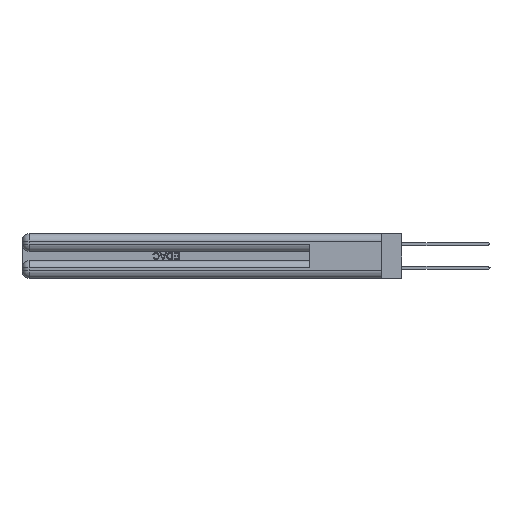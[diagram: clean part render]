
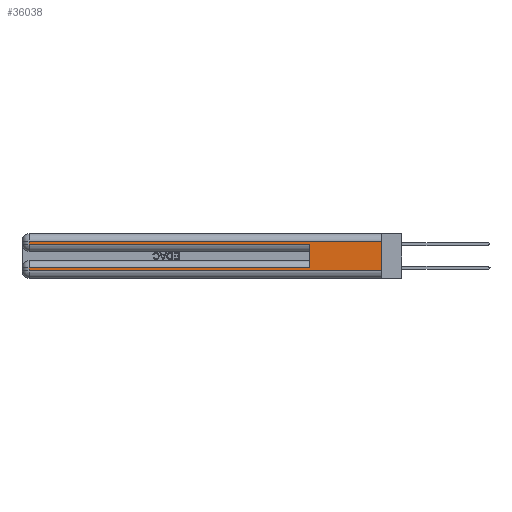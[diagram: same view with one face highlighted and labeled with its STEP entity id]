
A CAD part, left-side view. The second image highlights one B-rep face of the part: STEP entity #36038.
In plain terms, the highlighted planar face has unit normal (-1, 0, 0).
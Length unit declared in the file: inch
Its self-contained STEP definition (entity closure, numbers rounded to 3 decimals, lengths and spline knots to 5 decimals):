
#347 = EDGE_CURVE ( 'NONE', #25996, #33919, #44516, .T. ) ;
#1019 = CARTESIAN_POINT ( 'NONE',  ( 0., 0., 0.06 ) ) ;
#1068 = CARTESIAN_POINT ( 'NONE',  ( 0., 0., 0.37 ) ) ;
#1116 = LINE ( 'NONE', #12540, #40459 ) ;
#2145 = EDGE_CURVE ( 'NONE', #41812, #34065, #25231, .T. ) ;
#3874 = PLANE ( 'NONE',  #24023 ) ;
#4285 = EDGE_LOOP ( 'NONE', ( #32511, #11261, #45777, #15465, #5121, #14156, #6951, #21129 ) ) ;
#4993 = VECTOR ( 'NONE', #21698, 39.37008 ) ;
#4997 = VECTOR ( 'NONE', #31589, 39.37008 ) ;
#5061 = DIRECTION ( 'NONE',  ( 0., 1., 0. ) ) ;
#5121 = ORIENTED_EDGE ( 'NONE', *, *, #24309, .F. ) ;
#6177 = LINE ( 'NONE', #17864, #4993 ) ;
#6951 = ORIENTED_EDGE ( 'NONE', *, *, #35742, .T. ) ;
#7381 = VERTEX_POINT ( 'NONE', #36952 ) ;
#9352 = CARTESIAN_POINT ( 'NONE',  ( 0., 2.94, 0.285 ) ) ;
#9441 = EDGE_CURVE ( 'NONE', #47862, #7381, #6177, .T. ) ;
#11261 = ORIENTED_EDGE ( 'NONE', *, *, #41163, .T. ) ;
#12540 = CARTESIAN_POINT ( 'NONE',  ( 0., 0., 0.31 ) ) ;
#13839 = CARTESIAN_POINT ( 'NONE',  ( 0., 0., 0.06 ) ) ;
#14156 = ORIENTED_EDGE ( 'NONE', *, *, #9441, .T. ) ;
#15324 = CARTESIAN_POINT ( 'NONE',  ( 0., 0., 0.37 ) ) ;
#15465 = ORIENTED_EDGE ( 'NONE', *, *, #39859, .T. ) ;
#17485 = CARTESIAN_POINT ( 'NONE',  ( 0., 2.94, 0.37 ) ) ;
#17582 = EDGE_CURVE ( 'NONE', #33053, #34065, #30316, .T. ) ;
#17864 = CARTESIAN_POINT ( 'NONE',  ( 0., 0., 0.085 ) ) ;
#18586 = LINE ( 'NONE', #35294, #38902 ) ;
#19112 = DIRECTION ( 'NONE',  ( 0., 0., -1. ) ) ;
#21129 = ORIENTED_EDGE ( 'NONE', *, *, #17582, .T. ) ;
#21698 = DIRECTION ( 'NONE',  ( 0., 1., 0. ) ) ;
#23041 = CARTESIAN_POINT ( 'NONE',  ( 0., 0.6, 0.085 ) ) ;
#23938 = DIRECTION ( 'NONE',  ( 0., 0., 1. ) ) ;
#24023 = AXIS2_PLACEMENT_3D ( 'NONE', #15324, #42019, #19112 ) ;
#24238 = VECTOR ( 'NONE', #28049, 39.37008 ) ;
#24309 = EDGE_CURVE ( 'NONE', #47862, #48756, #18586, .T. ) ;
#24310 = CARTESIAN_POINT ( 'NONE',  ( 0., 0., 0.285 ) ) ;
#24969 = CARTESIAN_POINT ( 'NONE',  ( 0., 2.94, 0.31 ) ) ;
#25231 = LINE ( 'NONE', #1068, #4997 ) ;
#25666 = VECTOR ( 'NONE', #31546, 39.37008 ) ;
#25693 = FACE_OUTER_BOUND ( 'NONE', #4285, .T. ) ;
#25996 = VERTEX_POINT ( 'NONE', #24969 ) ;
#28049 = DIRECTION ( 'NONE',  ( 0., 0., -1. ) ) ;
#28152 = DIRECTION ( 'NONE',  ( 0., -1., 0. ) ) ;
#28745 = LINE ( 'NONE', #17485, #47802 ) ;
#28899 = CARTESIAN_POINT ( 'NONE',  ( 0., 2.94, 0.06 ) ) ;
#30316 = LINE ( 'NONE', #1019, #25666 ) ;
#31546 = DIRECTION ( 'NONE',  ( 0., -1., 0. ) ) ;
#31589 = DIRECTION ( 'NONE',  ( 0., 0., -1. ) ) ;
#32511 = ORIENTED_EDGE ( 'NONE', *, *, #2145, .F. ) ;
#32881 = CARTESIAN_POINT ( 'NONE',  ( 0., 0., 0.31 ) ) ;
#33053 = VERTEX_POINT ( 'NONE', #28899 ) ;
#33919 = VERTEX_POINT ( 'NONE', #9352 ) ;
#34065 = VERTEX_POINT ( 'NONE', #13839 ) ;
#35294 = CARTESIAN_POINT ( 'NONE',  ( 0., 0.6, 0.145 ) ) ;
#35742 = EDGE_CURVE ( 'NONE', #7381, #33053, #28745, .T. ) ;
#36038 = ADVANCED_FACE ( 'NONE', ( #25693 ), #3874, .F. ) ;
#36952 = CARTESIAN_POINT ( 'NONE',  ( 0., 2.94, 0.085 ) ) ;
#38902 = VECTOR ( 'NONE', #23938, 39.37008 ) ;
#39539 = CARTESIAN_POINT ( 'NONE',  ( 0., 2.94, 0.37 ) ) ;
#39859 = EDGE_CURVE ( 'NONE', #33919, #48756, #43009, .T. ) ;
#40459 = VECTOR ( 'NONE', #5061, 39.37008 ) ;
#41163 = EDGE_CURVE ( 'NONE', #41812, #25996, #1116, .T. ) ;
#41812 = VERTEX_POINT ( 'NONE', #32881 ) ;
#41819 = VECTOR ( 'NONE', #28152, 39.37008 ) ;
#42019 = DIRECTION ( 'NONE',  ( 1., 0., 0. ) ) ;
#43009 = LINE ( 'NONE', #24310, #41819 ) ;
#44516 = LINE ( 'NONE', #39539, #24238 ) ;
#45777 = ORIENTED_EDGE ( 'NONE', *, *, #347, .T. ) ;
#47121 = CARTESIAN_POINT ( 'NONE',  ( 0., 0.6, 0.285 ) ) ;
#47802 = VECTOR ( 'NONE', #48023, 39.37008 ) ;
#47862 = VERTEX_POINT ( 'NONE', #23041 ) ;
#48023 = DIRECTION ( 'NONE',  ( 0., 0., -1. ) ) ;
#48756 = VERTEX_POINT ( 'NONE', #47121 ) ;
